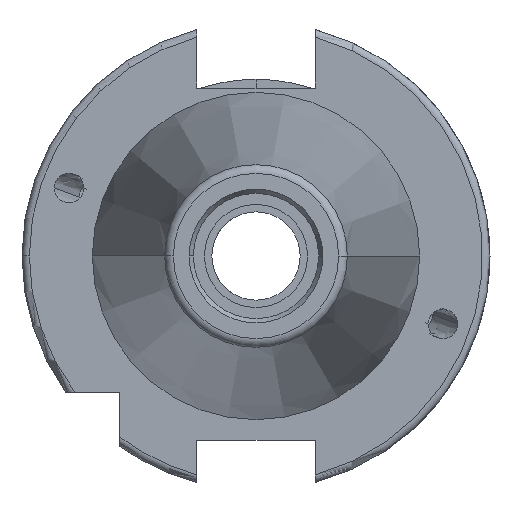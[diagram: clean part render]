
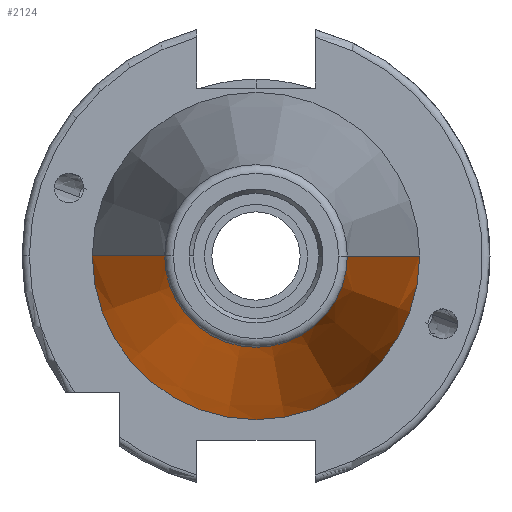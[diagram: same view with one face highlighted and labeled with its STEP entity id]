
A CAD part, left-side view. The second image highlights one B-rep face of the part: STEP entity #2124.
In plain terms, the highlighted conical face has half-angle 8.297 degrees and reference radius 22.225 mm.
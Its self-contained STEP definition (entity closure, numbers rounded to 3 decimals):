
#69 = VERTEX_POINT ( 'NONE', #594 ) ;
#488 = EDGE_LOOP ( 'NONE', ( #2403, #3883, #813, #4725 ) ) ;
#594 = CARTESIAN_POINT ( 'NONE',  ( 9.9, 22.225, 0. ) ) ;
#624 = VECTOR ( 'NONE', #1739, 1000. ) ;
#738 = VERTEX_POINT ( 'NONE', #3364 ) ;
#813 = ORIENTED_EDGE ( 'NONE', *, *, #3108, .T. ) ;
#917 = CARTESIAN_POINT ( 'NONE',  ( 9.9, 0., 0. ) ) ;
#1020 = CIRCLE ( 'NONE', #3549, 22.225 ) ;
#1054 = LINE ( 'NONE', #4110, #1696 ) ;
#1057 = CARTESIAN_POINT ( 'NONE',  ( -57.473, 0., 0. ) ) ;
#1292 = DIRECTION ( 'NONE',  ( 0., 1., 0. ) ) ;
#1404 = CONICAL_SURFACE ( 'NONE', #4427, 22.225, 0.145 ) ;
#1440 = DIRECTION ( 'NONE',  ( 0., 1., 0. ) ) ;
#1505 = DIRECTION ( 'NONE',  ( 0.99, -0.144, 0. ) ) ;
#1532 = CARTESIAN_POINT ( 'NONE',  ( 9.9, 0., 0. ) ) ;
#1696 = VECTOR ( 'NONE', #1505, 1000. ) ;
#1739 = DIRECTION ( 'NONE',  ( 0.99, 0.144, 0. ) ) ;
#1749 = EDGE_CURVE ( 'NONE', #738, #3406, #1054, .T. ) ;
#2085 = CARTESIAN_POINT ( 'NONE',  ( -57.473, 12.4, 0. ) ) ;
#2124 = ADVANCED_FACE ( 'NONE', ( #2648 ), #1404, .T. ) ;
#2278 = VERTEX_POINT ( 'NONE', #2085 ) ;
#2330 = EDGE_CURVE ( 'NONE', #2278, #69, #2624, .T. ) ;
#2403 = ORIENTED_EDGE ( 'NONE', *, *, #2539, .F. ) ;
#2539 = EDGE_CURVE ( 'NONE', #2278, #738, #3021, .T. ) ;
#2624 = LINE ( 'NONE', #4703, #624 ) ;
#2648 = FACE_OUTER_BOUND ( 'NONE', #488, .T. ) ;
#2752 = AXIS2_PLACEMENT_3D ( 'NONE', #1057, #3669, #1440 ) ;
#3021 = CIRCLE ( 'NONE', #2752, 12.4 ) ;
#3108 = EDGE_CURVE ( 'NONE', #69, #3406, #1020, .T. ) ;
#3364 = CARTESIAN_POINT ( 'NONE',  ( -57.473, -12.4, 0. ) ) ;
#3382 = DIRECTION ( 'NONE',  ( 1., 0., 0. ) ) ;
#3406 = VERTEX_POINT ( 'NONE', #3534 ) ;
#3522 = DIRECTION ( 'NONE',  ( -1., 0., 0. ) ) ;
#3534 = CARTESIAN_POINT ( 'NONE',  ( 9.9, -22.225, 0. ) ) ;
#3549 = AXIS2_PLACEMENT_3D ( 'NONE', #917, #3522, #1292 ) ;
#3669 = DIRECTION ( 'NONE',  ( -1., 0., 0. ) ) ;
#3762 = DIRECTION ( 'NONE',  ( 0., -1., 0. ) ) ;
#3883 = ORIENTED_EDGE ( 'NONE', *, *, #2330, .T. ) ;
#4110 = CARTESIAN_POINT ( 'NONE',  ( 9.9, -22.225, 0. ) ) ;
#4427 = AXIS2_PLACEMENT_3D ( 'NONE', #1532, #3382, #3762 ) ;
#4703 = CARTESIAN_POINT ( 'NONE',  ( 9.9, 22.225, 0. ) ) ;
#4725 = ORIENTED_EDGE ( 'NONE', *, *, #1749, .F. ) ;
